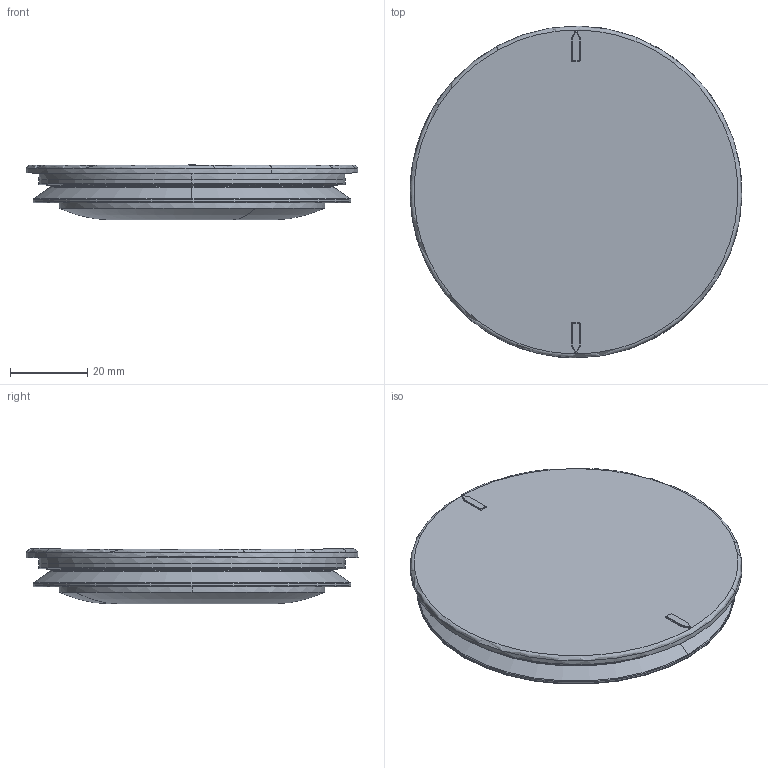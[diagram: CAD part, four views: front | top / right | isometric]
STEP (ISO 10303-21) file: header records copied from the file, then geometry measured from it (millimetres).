
FILE_DESCRIPTION(('CATIA V5 STEP Exchange','CAx-IF Rec.Pracs.--- Model Styling and Organization---1.4--- 2014-01-23','CAx-IF Rec.Pracs.---3D Tessellated Data Validation Properties---0.5---2014-09-14'),'2;1');
FILE_NAME('STEP_AIR590007_-_TST.stp','2021-03-29T14:25:01+00:00',('none'),('none'),'CATIA Version 5-6 Release 2019 SP3','CATIA V5 STEP AP242 v1','none');
FILE_SCHEMA(('AP242_MANAGED_MODEL_BASED_3D_ENGINEERING_MIM_LF {1 0 10303 442 1 1 4}'));
Length unit declared in the file: millimetre
Products named in the file (1): AIR590007 - TST
Bounding box: 86.09 x 86.15 x 14.5 mm (x, y, z)
Volume: 63423 mm3; surface area: 15949 mm2
Topology: 1 solids, 1 shells, 97 faces, 216 edges, 114 vertices
Faces by surface type: cylinder 40, plane 17, torus 14, bspline 10, sphere 10, cone 6
Entity records: 3017 total; most frequent: CARTESIAN_POINT 1144, ORIENTED_EDGE 412, DIRECTION 300, EDGE_CURVE 206, AXIS2_PLACEMENT_3D 162, VERTEX_POINT 114, EDGE_LOOP 100, ADVANCED_FACE 97
